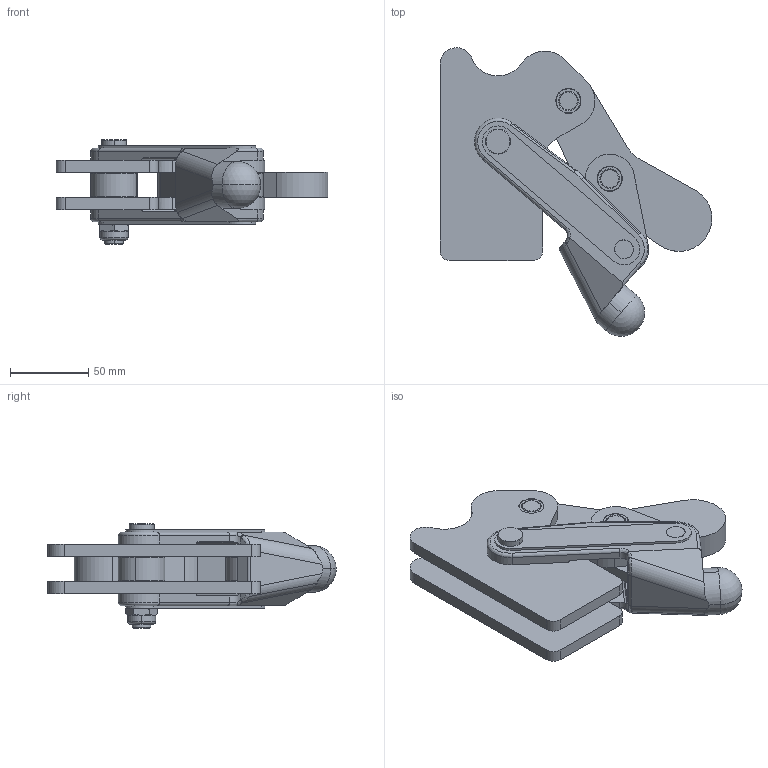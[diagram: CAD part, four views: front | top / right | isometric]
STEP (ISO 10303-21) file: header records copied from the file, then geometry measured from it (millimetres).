
FILE_DESCRIPTION((''),'2;1');
FILE_NAME('606-opened.stp','2005-09-28T09:47:13',('Kysilko'),(''),'Autodesk Inventor 8','Autodesk Inventor 8','');
FILE_SCHEMA(('AUTOMOTIVE_DESIGN { 1 0 10303 214 1 1 1 1 }'));
Length unit declared in the file: millimetre
Products named in the file (1): Part13
Bounding box: 173.72 x 184.46 x 67 mm (x, y, z)
Volume: 411440.4 mm3; surface area: 98352.3 mm2
Topology: 10 solids, 10 shells, 2213 faces, 6110 edges, 4028 vertices
Faces by surface type: plane 1504, cylinder 579, cone 114, bspline 12, torus 2, sphere 2
Entity records: 71017 total; most frequent: CARTESIAN_POINT 17690, ORIENTED_EDGE 12218, DIRECTION 10482, EDGE_CURVE 6109, VERTEX_POINT 4028, AXIS2_PLACEMENT_3D 3814, VECTOR 2854, LINE 2854
